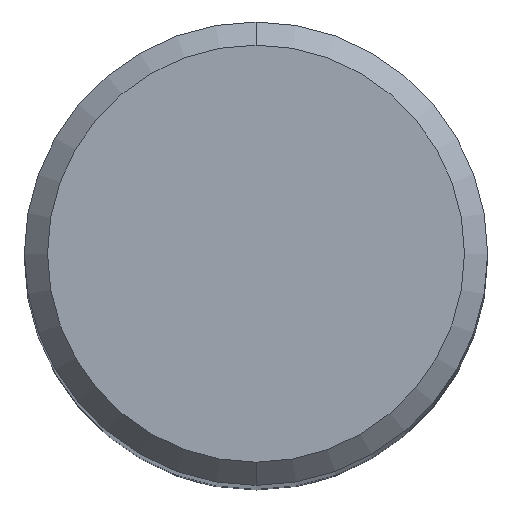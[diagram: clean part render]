
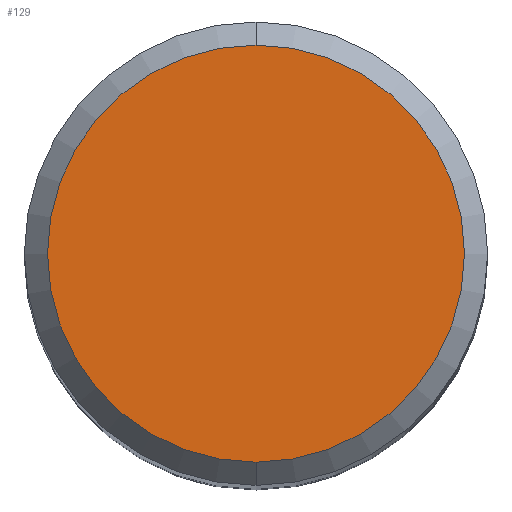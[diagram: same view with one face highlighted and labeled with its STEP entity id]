
A CAD part, top view. The second image highlights one B-rep face of the part: STEP entity #129.
In plain terms, the highlighted planar face has unit normal (0, 0, 1).
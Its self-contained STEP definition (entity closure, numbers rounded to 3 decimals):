
#83=EDGE_CURVE('',#103,#85,#191,.T.);
#85=VERTEX_POINT('',#193);
#103=VERTEX_POINT('',#212);
#129=ADVANCED_FACE('',(#241),#242,.T.);
#131=EDGE_CURVE('',#85,#103,#244,.T.);
#191=CIRCLE('',#304,3.6);
#193=CARTESIAN_POINT('',(0.0,3.6,0.0));
#212=CARTESIAN_POINT('',(0.,-3.6,0.0));
#241=FACE_OUTER_BOUND('',#365,.T.);
#242=PLANE('',#366);
#244=CIRCLE('',#369,3.6);
#304=AXIS2_PLACEMENT_3D('',#423,#424,#425);
#365=EDGE_LOOP('',(#484,#485));
#366=AXIS2_PLACEMENT_3D('',#486,#487,#488);
#369=AXIS2_PLACEMENT_3D('',#489,#490,#491);
#423=CARTESIAN_POINT('',(0.0,0.0,0.0));
#424=DIRECTION('',(0.0,0.0,-1.0));
#425=DIRECTION('',(0.0,1.0,0.0));
#484=ORIENTED_EDGE('',*,*,#131,.F.);
#485=ORIENTED_EDGE('',*,*,#83,.F.);
#486=CARTESIAN_POINT('',(0.0,1.8,0.0));
#487=DIRECTION('',(-0.0,0.0,1.0));
#488=DIRECTION('',(0.0,-1.0,0.0));
#489=CARTESIAN_POINT('',(0.0,0.0,0.0));
#490=DIRECTION('',(0.0,0.0,-1.0));
#491=DIRECTION('',(0.0,1.0,0.0));
